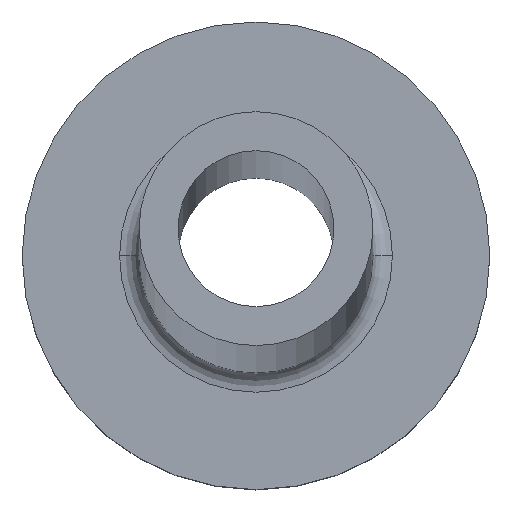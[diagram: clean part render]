
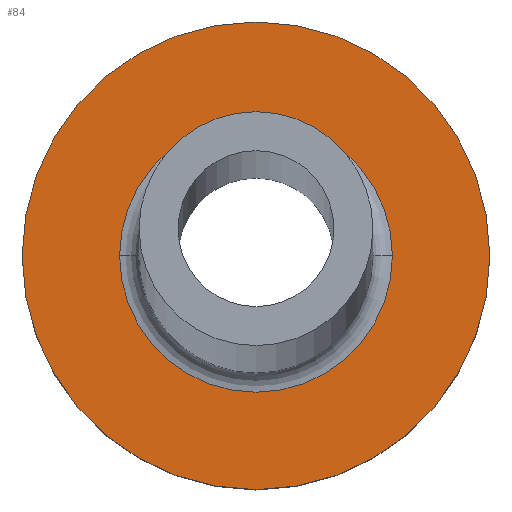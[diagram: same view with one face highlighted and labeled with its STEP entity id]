
A CAD part, top view. The second image highlights one B-rep face of the part: STEP entity #84.
In plain terms, the highlighted planar face has unit normal (0, 0, 1).
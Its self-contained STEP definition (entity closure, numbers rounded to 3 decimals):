
#5 = VERTEX_POINT ( 'NONE', #30 ) ;
#7 = DIRECTION ( 'NONE',  ( 1., 0., 0. ) ) ;
#23 = DIRECTION ( 'NONE',  ( 1., 0., 0. ) ) ;
#30 = CARTESIAN_POINT ( 'NONE',  ( 3.5, 0., 5. ) ) ;
#41 = CIRCLE ( 'NONE', #65, 3.5 ) ;
#45 = CARTESIAN_POINT ( 'NONE',  ( -6., 0., 5. ) ) ;
#50 = EDGE_CURVE ( 'NONE', #199, #5, #322, .T. ) ;
#65 = AXIS2_PLACEMENT_3D ( 'NONE', #263, #301, #335 ) ;
#84 = ADVANCED_FACE ( 'NONE', ( #363, #213 ), #189, .T. ) ;
#87 = CIRCLE ( 'NONE', #258, 6. ) ;
#105 = DIRECTION ( 'NONE',  ( 0., 0., 1. ) ) ;
#116 = CARTESIAN_POINT ( 'NONE',  ( 0., 0., 5. ) ) ;
#119 = EDGE_LOOP ( 'NONE', ( #232, #364 ) ) ;
#124 = AXIS2_PLACEMENT_3D ( 'NONE', #318, #321, #380 ) ;
#137 = CARTESIAN_POINT ( 'NONE',  ( 0., 0., 5. ) ) ;
#140 = DIRECTION ( 'NONE',  ( 0., 0., -1. ) ) ;
#145 = EDGE_CURVE ( 'NONE', #295, #306, #167, .T. ) ;
#159 = EDGE_LOOP ( 'NONE', ( #355, #162 ) ) ;
#162 = ORIENTED_EDGE ( 'NONE', *, *, #192, .T. ) ;
#166 = CARTESIAN_POINT ( 'NONE',  ( 0., 0., 5. ) ) ;
#167 = CIRCLE ( 'NONE', #179, 6. ) ;
#179 = AXIS2_PLACEMENT_3D ( 'NONE', #137, #105, #23 ) ;
#189 = PLANE ( 'NONE',  #124 ) ;
#191 = AXIS2_PLACEMENT_3D ( 'NONE', #166, #140, #261 ) ;
#192 = EDGE_CURVE ( 'NONE', #306, #295, #87, .T. ) ;
#199 = VERTEX_POINT ( 'NONE', #205 ) ;
#205 = CARTESIAN_POINT ( 'NONE',  ( -3.5, 0., 5. ) ) ;
#213 = FACE_OUTER_BOUND ( 'NONE', #159, .T. ) ;
#232 = ORIENTED_EDGE ( 'NONE', *, *, #247, .T. ) ;
#247 = EDGE_CURVE ( 'NONE', #5, #199, #41, .T. ) ;
#258 = AXIS2_PLACEMENT_3D ( 'NONE', #116, #329, #7 ) ;
#261 = DIRECTION ( 'NONE',  ( 1., 0., 0. ) ) ;
#263 = CARTESIAN_POINT ( 'NONE',  ( 0., 0., 5. ) ) ;
#295 = VERTEX_POINT ( 'NONE', #45 ) ;
#301 = DIRECTION ( 'NONE',  ( 0., 0., -1. ) ) ;
#304 = CARTESIAN_POINT ( 'NONE',  ( 6., 0., 5. ) ) ;
#306 = VERTEX_POINT ( 'NONE', #304 ) ;
#318 = CARTESIAN_POINT ( 'NONE',  ( 0., 0., 5. ) ) ;
#321 = DIRECTION ( 'NONE',  ( 0., 0., 1. ) ) ;
#322 = CIRCLE ( 'NONE', #191, 3.5 ) ;
#329 = DIRECTION ( 'NONE',  ( 0., 0., 1. ) ) ;
#335 = DIRECTION ( 'NONE',  ( 1., 0., 0. ) ) ;
#355 = ORIENTED_EDGE ( 'NONE', *, *, #145, .T. ) ;
#363 = FACE_BOUND ( 'NONE', #119, .T. ) ;
#364 = ORIENTED_EDGE ( 'NONE', *, *, #50, .T. ) ;
#380 = DIRECTION ( 'NONE',  ( 1., 0., 0. ) ) ;
